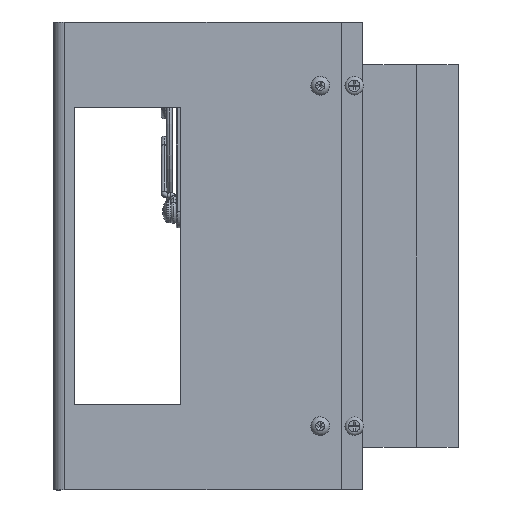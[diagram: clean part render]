
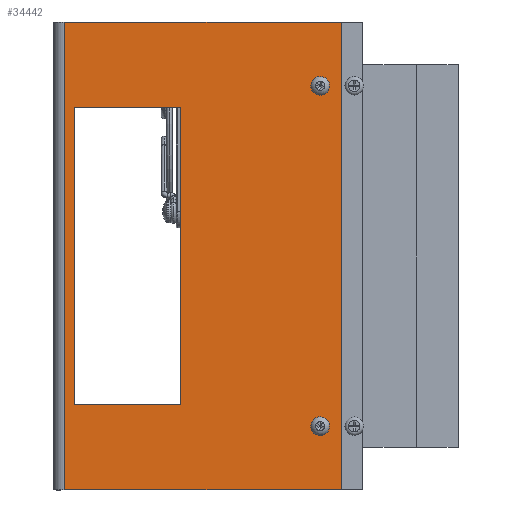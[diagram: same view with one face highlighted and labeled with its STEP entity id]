
A CAD part, left-side view. The second image highlights one B-rep face of the part: STEP entity #34442.
In plain terms, the highlighted face is planar.
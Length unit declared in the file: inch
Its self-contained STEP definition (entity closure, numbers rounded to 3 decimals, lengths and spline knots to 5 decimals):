
#3476=VECTOR('',#39450,1.);
#3479=VECTOR('',#39454,1.);
#3482=VECTOR('',#39458,1.);
#3485=VECTOR('',#39462,1.);
#3504=VECTOR('',#39500,1.);
#3505=VECTOR('',#39504,1.);
#3506=VECTOR('',#39505,1.);
#3507=VECTOR('',#39506,1.);
#6099=LINE('',#46841,#3476);
#6102=LINE('',#46847,#3479);
#6105=LINE('',#46853,#3482);
#6108=LINE('',#46858,#3485);
#6127=LINE('',#46907,#3504);
#6128=LINE('',#46911,#3505);
#6129=LINE('',#46913,#3506);
#6130=LINE('',#46915,#3507);
#8721=PLANE('',#36517);
#9578=VERTEX_POINT('',#46757);
#9582=VERTEX_POINT('',#46766);
#9611=VERTEX_POINT('',#46840);
#9612=VERTEX_POINT('',#46842);
#9614=VERTEX_POINT('',#46848);
#9616=VERTEX_POINT('',#46854);
#9634=VERTEX_POINT('',#46906);
#9635=VERTEX_POINT('',#46908);
#9636=VERTEX_POINT('',#46912);
#9637=VERTEX_POINT('',#46914);
#13015=CIRCLE('',#36464,0.085);
#13019=CIRCLE('',#36469,0.085);
#14180=EDGE_CURVE('',#9578,#9578,#13015,.T.);
#14184=EDGE_CURVE('',#9582,#9582,#13019,.T.);
#14217=EDGE_CURVE('',#9612,#9611,#6099,.T.);
#14220=EDGE_CURVE('',#9614,#9612,#6102,.T.);
#14223=EDGE_CURVE('',#9616,#9614,#6105,.T.);
#14226=EDGE_CURVE('',#9611,#9616,#6108,.T.);
#14250=EDGE_CURVE('',#9634,#9635,#6127,.T.);
#14252=EDGE_CURVE('',#9635,#9636,#6128,.T.);
#14253=EDGE_CURVE('',#9637,#9634,#6129,.T.);
#14254=EDGE_CURVE('',#9636,#9637,#6130,.T.);
#19437=ORIENTED_EDGE('',*,*,#14180,.T.);
#19438=ORIENTED_EDGE('',*,*,#14184,.T.);
#19439=ORIENTED_EDGE('',*,*,#14217,.T.);
#19440=ORIENTED_EDGE('',*,*,#14226,.T.);
#19441=ORIENTED_EDGE('',*,*,#14223,.T.);
#19442=ORIENTED_EDGE('',*,*,#14220,.T.);
#19443=ORIENTED_EDGE('',*,*,#14252,.F.);
#19444=ORIENTED_EDGE('',*,*,#14250,.F.);
#19445=ORIENTED_EDGE('',*,*,#14253,.F.);
#19446=ORIENTED_EDGE('',*,*,#14254,.F.);
#29670=EDGE_LOOP('',(#19437));
#29671=EDGE_LOOP('',(#19438));
#29672=EDGE_LOOP('',(#19439,#19440,#19441,#19442));
#29673=EDGE_LOOP('',(#19443,#19444,#19445,#19446));
#32069=FACE_BOUND('',#29670,.T.);
#32070=FACE_BOUND('',#29671,.T.);
#32071=FACE_BOUND('',#29672,.T.);
#32072=FACE_BOUND('',#29673,.T.);
#34442=ADVANCED_FACE('',(#32069,#32070,#32071,#32072),#8721,.T.);
#36464=AXIS2_PLACEMENT_3D('',#46756,#39367,#39368);
#36469=AXIS2_PLACEMENT_3D('',#46765,#39377,#39378);
#36517=AXIS2_PLACEMENT_3D('',#46910,#39503,$);
#39367=DIRECTION('',(0.,-1.,0.));
#39368=DIRECTION('',(0.,0.,-0.085));
#39377=DIRECTION('',(0.,-1.,0.));
#39378=DIRECTION('',(0.,0.,-0.085));
#39450=DIRECTION('',(0.,0.,-1.));
#39454=DIRECTION('',(-1.,0.,0.));
#39458=DIRECTION('',(0.,0.,1.));
#39462=DIRECTION('',(1.,0.,0.));
#39500=DIRECTION('',(0.,0.,-1.));
#39503=DIRECTION('',(0.,1.,0.));
#39504=DIRECTION('',(1.,0.,0.));
#39505=DIRECTION('',(-1.,0.,0.));
#39506=DIRECTION('',(0.,0.,1.));
#46756=CARTESIAN_POINT('',(2.,1.307,3.13));
#46757=CARTESIAN_POINT('',(2.,1.307,3.215));
#46765=CARTESIAN_POINT('',(-2.,1.307,3.13));
#46766=CARTESIAN_POINT('',(-2.,1.307,3.215));
#46840=CARTESIAN_POINT('',(-1.75,1.307,0.24));
#46841=CARTESIAN_POINT('',(-1.75,1.307,1.29255));
#46842=CARTESIAN_POINT('',(-1.75,1.307,1.49));
#46847=CARTESIAN_POINT('',(0.,1.307,1.49));
#46848=CARTESIAN_POINT('',(1.75,1.307,1.49));
#46853=CARTESIAN_POINT('',(1.75,1.307,1.29255));
#46854=CARTESIAN_POINT('',(1.75,1.307,0.24));
#46858=CARTESIAN_POINT('',(0.,1.307,0.24));
#46906=CARTESIAN_POINT('',(-2.75,1.307,3.38));
#46907=CARTESIAN_POINT('',(-2.75,1.307,0.06019));
#46908=CARTESIAN_POINT('',(-2.75,1.307,0.126));
#46910=CARTESIAN_POINT('',(0.,1.307,1.7201));
#46911=CARTESIAN_POINT('',(0.,1.307,0.126));
#46912=CARTESIAN_POINT('',(2.75,1.307,0.126));
#46913=CARTESIAN_POINT('',(-2.75,1.307,3.38));
#46914=CARTESIAN_POINT('',(2.75,1.307,3.38));
#46915=CARTESIAN_POINT('',(2.75,1.307,3.38));
